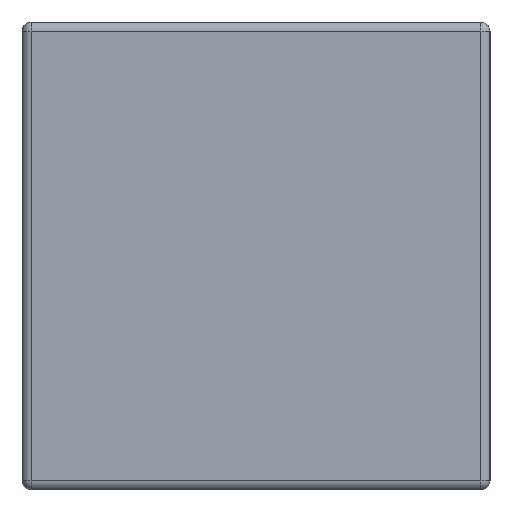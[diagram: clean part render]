
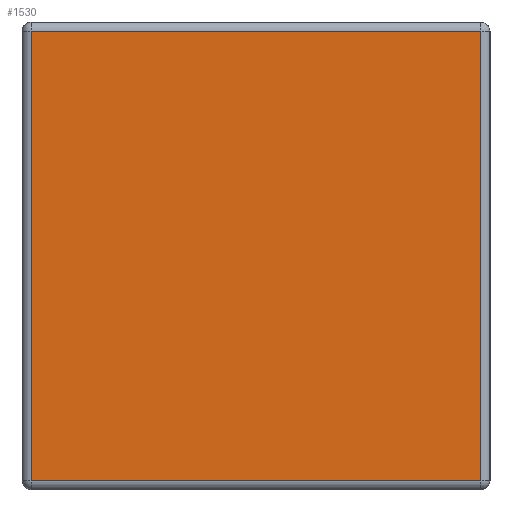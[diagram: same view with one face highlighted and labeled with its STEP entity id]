
A CAD part, left-side view. The second image highlights one B-rep face of the part: STEP entity #1530.
In plain terms, the highlighted planar face has unit normal (-1, 0, 0).
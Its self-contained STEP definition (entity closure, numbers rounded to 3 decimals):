
#76=PLANE('',#1709);
#134=LINE('',#2626,#238);
#141=LINE('',#2650,#245);
#143=LINE('',#2653,#247);
#150=LINE('',#2667,#254);
#238=VECTOR('',#2062,0.48);
#245=VECTOR('',#2091,0.48);
#247=VECTOR('',#2095,0.48);
#254=VECTOR('',#2114,0.48);
#414=FACE_OUTER_BOUND('',#524,.T.);
#524=EDGE_LOOP('',(#1252,#1253,#1254,#1255));
#712=VERTEX_POINT('',#2594);
#719=VERTEX_POINT('',#2613);
#721=VERTEX_POINT('',#2619);
#729=VERTEX_POINT('',#2645);
#884=EDGE_CURVE('',#721,#712,#134,.T.);
#897=EDGE_CURVE('',#719,#729,#141,.T.);
#899=EDGE_CURVE('',#729,#721,#143,.T.);
#908=EDGE_CURVE('',#712,#719,#150,.T.);
#1252=ORIENTED_EDGE('',*,*,#897,.F.);
#1253=ORIENTED_EDGE('',*,*,#908,.F.);
#1254=ORIENTED_EDGE('',*,*,#884,.F.);
#1255=ORIENTED_EDGE('',*,*,#899,.F.);
#1530=ADVANCED_FACE('',(#414),#76,.T.);
#1709=AXIS2_PLACEMENT_3D('',#2674,#2125,#2126);
#2062=DIRECTION('',(0.,0.,-1.));
#2091=DIRECTION('',(0.,0.,1.));
#2095=DIRECTION('',(0.,-1.,0.));
#2114=DIRECTION('',(0.,1.,0.));
#2125=DIRECTION('center_axis',(-1.,0.,0.));
#2126=DIRECTION('ref_axis',(0.,-1.,0.));
#2594=CARTESIAN_POINT('',(5.133,3.814,0.01));
#2613=CARTESIAN_POINT('',(5.133,4.294,0.01));
#2619=CARTESIAN_POINT('',(5.133,3.814,0.49));
#2626=CARTESIAN_POINT('',(5.133,3.814,0.));
#2645=CARTESIAN_POINT('',(5.133,4.294,0.49));
#2650=CARTESIAN_POINT('',(5.133,4.294,0.));
#2653=CARTESIAN_POINT('',(5.133,4.179,0.49));
#2667=CARTESIAN_POINT('',(5.133,4.179,0.01));
#2674=CARTESIAN_POINT('Origin',(5.133,4.304,0.));
